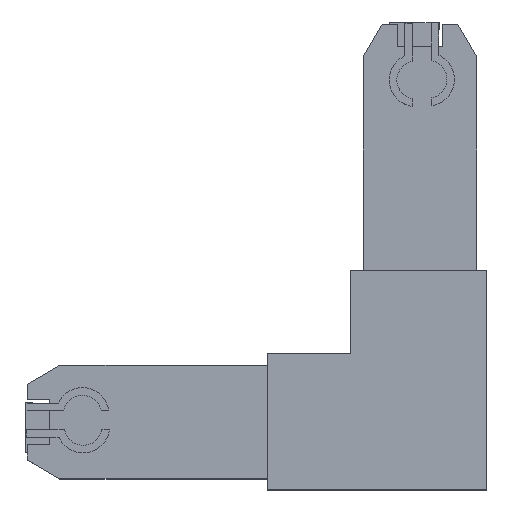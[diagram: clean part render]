
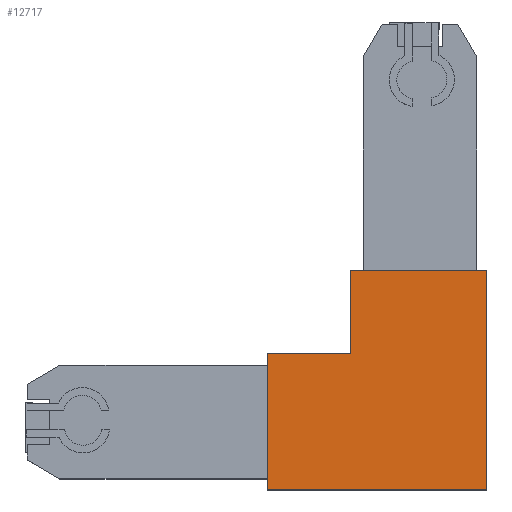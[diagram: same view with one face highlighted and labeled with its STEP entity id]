
A CAD part, top view. The second image highlights one B-rep face of the part: STEP entity #12717.
In plain terms, the highlighted planar face has unit normal (0, 0, 1).
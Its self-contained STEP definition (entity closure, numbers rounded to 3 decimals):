
#359=FACE_OUTER_BOUND('',#1005,.T.);
#1005=EDGE_LOOP('',(#9935,#9936,#9937,#9938,#9939,#9940,#9941,#9942));
#1726=LINE('',#17611,#3568);
#1729=LINE('',#17617,#3571);
#1743=LINE('',#17646,#3585);
#2246=LINE('',#18657,#4088);
#2251=LINE('',#18666,#4093);
#2254=LINE('',#18672,#4096);
#2267=LINE('',#18699,#4109);
#2268=LINE('',#18700,#4110);
#3568=VECTOR('',#14369,1000.);
#3571=VECTOR('',#14374,1000.);
#3585=VECTOR('',#14390,1000.);
#4088=VECTOR('',#15247,1000.);
#4093=VECTOR('',#15254,1000.);
#4096=VECTOR('',#15259,1000.);
#4109=VECTOR('',#15274,1000.);
#4110=VECTOR('',#15275,1000.);
#5276=VERTEX_POINT('',#17605);
#5278=VERTEX_POINT('',#17609);
#5280=VERTEX_POINT('',#17615);
#5293=VERTEX_POINT('',#17643);
#5625=VERTEX_POINT('',#18656);
#5628=VERTEX_POINT('',#18664);
#5630=VERTEX_POINT('',#18670);
#5643=VERTEX_POINT('',#18698);
#6638=EDGE_CURVE('',#5278,#5276,#1726,.T.);
#6641=EDGE_CURVE('',#5280,#5278,#1729,.T.);
#6655=EDGE_CURVE('',#5293,#5280,#1743,.T.);
#7158=EDGE_CURVE('',#5276,#5625,#2246,.T.);
#7163=EDGE_CURVE('',#5628,#5293,#2251,.T.);
#7166=EDGE_CURVE('',#5630,#5628,#2254,.T.);
#7179=EDGE_CURVE('',#5643,#5630,#2267,.T.);
#7180=EDGE_CURVE('',#5625,#5643,#2268,.T.);
#9935=ORIENTED_EDGE('',*,*,#7179,.F.);
#9936=ORIENTED_EDGE('',*,*,#7180,.F.);
#9937=ORIENTED_EDGE('',*,*,#7158,.F.);
#9938=ORIENTED_EDGE('',*,*,#6638,.F.);
#9939=ORIENTED_EDGE('',*,*,#6641,.F.);
#9940=ORIENTED_EDGE('',*,*,#6655,.F.);
#9941=ORIENTED_EDGE('',*,*,#7163,.F.);
#9942=ORIENTED_EDGE('',*,*,#7166,.F.);
#12083=PLANE('',#13378);
#12717=ADVANCED_FACE('',(#359),#12083,.T.);
#13378=AXIS2_PLACEMENT_3D('',#18697,#15272,#15273);
#14369=DIRECTION('',(0.,-1.,0.));
#14374=DIRECTION('',(1.,0.,0.));
#14390=DIRECTION('',(0.,1.,0.));
#15247=DIRECTION('',(1.,0.,0.));
#15254=DIRECTION('',(1.,0.,0.));
#15259=DIRECTION('',(0.,1.,0.));
#15272=DIRECTION('center_axis',(0.,0.,
1.));
#15273=DIRECTION('ref_axis',(1.,0.,0.));
#15274=DIRECTION('',(-1.,0.,0.));
#15275=DIRECTION('',(0.,-1.,0.));
#17605=CARTESIAN_POINT('',(25.804,4.517,8.286));
#17609=CARTESIAN_POINT('',(25.804,15.517,8.286));
#17611=CARTESIAN_POINT('',(25.804,15.517,8.286));
#17615=CARTESIAN_POINT('',(7.804,15.517,8.286));
#17617=CARTESIAN_POINT('',(7.804,15.517,8.286));
#17643=CARTESIAN_POINT('',(7.804,4.517,8.286));
#17646=CARTESIAN_POINT('',(7.804,-13.483,8.286));
#18656=CARTESIAN_POINT('',(25.825,4.517,8.286));
#18657=CARTESIAN_POINT('',(-3.175,4.517,8.286));
#18664=CARTESIAN_POINT('',(-3.175,4.517,8.286));
#18666=CARTESIAN_POINT('',(-3.175,4.517,8.286));
#18670=CARTESIAN_POINT('',(-3.175,-13.483,8.286));
#18672=CARTESIAN_POINT('',(-3.175,-13.483,8.286));
#18697=CARTESIAN_POINT('Origin',(11.325,-4.483,8.286));
#18698=CARTESIAN_POINT('',(25.825,-13.483,8.286));
#18699=CARTESIAN_POINT('',(25.825,-13.483,8.286));
#18700=CARTESIAN_POINT('',(25.825,4.517,8.286));
